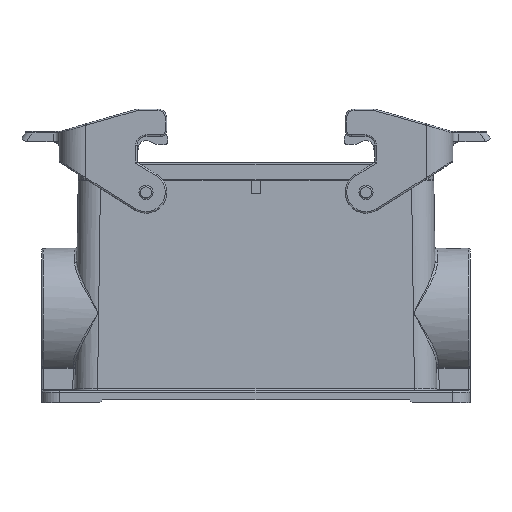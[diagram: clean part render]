
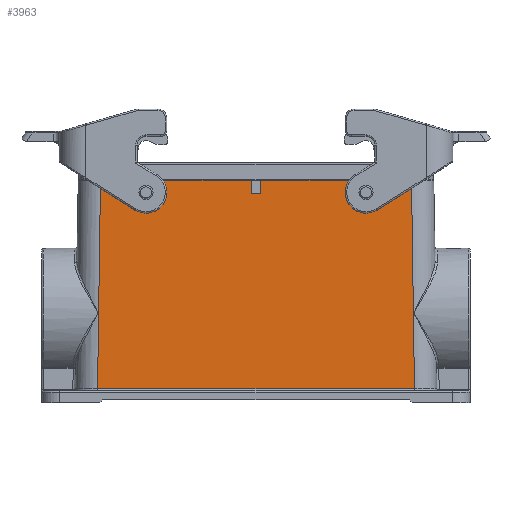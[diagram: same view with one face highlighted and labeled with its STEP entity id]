
A CAD part, front view. The second image highlights one B-rep face of the part: STEP entity #3963.
In plain terms, the highlighted planar face has unit normal (0, -1, 0.011).
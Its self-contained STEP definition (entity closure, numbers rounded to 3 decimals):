
#3151=FACE_BOUND('',#5527,.T.);
#3152=FACE_BOUND('',#5528,.T.);
#3153=FACE_BOUND('',#5529,.T.);
#3316=ELLIPSE('',#14617,3.363,3.363);
#3317=ELLIPSE('',#14618,1.463,1.463);
#3318=ELLIPSE('',#14619,3.363,3.363);
#3319=ELLIPSE('',#14620,1.463,1.463);
#3963=ADVANCED_FACE('',(#3151,#3152,#3153),#4650,.T.);
#4650=PLANE('',#14621);
#5527=EDGE_LOOP('',(#6501,#6502,#6503,#6504));
#5528=EDGE_LOOP('',(#6505,#6506,#6507,#6508));
#5529=EDGE_LOOP('',(#6509,#6510,#6511,#6512,#6513,#6514,#6515,#6516));
#6501=ORIENTED_EDGE('',*,*,#10856,.F.);
#6502=ORIENTED_EDGE('',*,*,#10857,.F.);
#6503=ORIENTED_EDGE('',*,*,#10858,.T.);
#6504=ORIENTED_EDGE('',*,*,#10859,.F.);
#6505=ORIENTED_EDGE('',*,*,#10860,.F.);
#6506=ORIENTED_EDGE('',*,*,#10861,.F.);
#6507=ORIENTED_EDGE('',*,*,#10862,.T.);
#6508=ORIENTED_EDGE('',*,*,#10863,.F.);
#6509=ORIENTED_EDGE('',*,*,#10864,.F.);
#6510=ORIENTED_EDGE('',*,*,#10865,.F.);
#6511=ORIENTED_EDGE('',*,*,#10866,.T.);
#6512=ORIENTED_EDGE('',*,*,#10867,.T.);
#6513=ORIENTED_EDGE('',*,*,#10868,.T.);
#6514=ORIENTED_EDGE('',*,*,#10869,.F.);
#6515=ORIENTED_EDGE('',*,*,#10870,.F.);
#6516=ORIENTED_EDGE('',*,*,#10871,.F.);
#9803=VERTEX_POINT('',#19209);
#9804=VERTEX_POINT('',#19210);
#9805=VERTEX_POINT('',#19212);
#9806=VERTEX_POINT('',#19214);
#9807=VERTEX_POINT('',#19217);
#9808=VERTEX_POINT('',#19218);
#9809=VERTEX_POINT('',#19220);
#9810=VERTEX_POINT('',#19222);
#9811=VERTEX_POINT('',#19225);
#9812=VERTEX_POINT('',#19226);
#9813=VERTEX_POINT('',#19228);
#9814=VERTEX_POINT('',#19230);
#9815=VERTEX_POINT('',#19232);
#9816=VERTEX_POINT('',#19234);
#9817=VERTEX_POINT('',#19236);
#9818=VERTEX_POINT('',#19238);
#10856=EDGE_CURVE('',#9803,#9804,#3316,.T.);
#10857=EDGE_CURVE('',#9805,#9803,#12498,.T.);
#10858=EDGE_CURVE('',#9805,#9806,#3317,.T.);
#10859=EDGE_CURVE('',#9804,#9806,#12499,.T.);
#10860=EDGE_CURVE('',#9807,#9808,#3318,.T.);
#10861=EDGE_CURVE('',#9809,#9807,#12500,.T.);
#10862=EDGE_CURVE('',#9809,#9810,#3319,.T.);
#10863=EDGE_CURVE('',#9808,#9810,#12501,.T.);
#10864=EDGE_CURVE('',#9811,#9812,#12502,.T.);
#10865=EDGE_CURVE('',#9813,#9811,#12503,.T.);
#10866=EDGE_CURVE('',#9813,#9814,#12504,.T.);
#10867=EDGE_CURVE('',#9814,#9815,#12505,.T.);
#10868=EDGE_CURVE('',#9815,#9816,#12506,.T.);
#10869=EDGE_CURVE('',#9817,#9816,#12507,.T.);
#10870=EDGE_CURVE('',#9818,#9817,#12508,.T.);
#10871=EDGE_CURVE('',#9812,#9818,#12509,.T.);
#12498=LINE('',#19211,#13323);
#12499=LINE('',#19215,#13324);
#12500=LINE('',#19219,#13325);
#12501=LINE('',#19223,#13326);
#12502=LINE('',#19224,#13327);
#12503=LINE('',#19227,#13328);
#12504=LINE('',#19229,#13329);
#12505=LINE('',#19231,#13330);
#12506=LINE('',#19233,#13331);
#12507=LINE('',#19235,#13332);
#12508=LINE('',#19237,#13333);
#12509=LINE('',#19239,#13334);
#13323=VECTOR('',#15858,1.);
#13324=VECTOR('',#15861,1.);
#13325=VECTOR('',#15864,1.);
#13326=VECTOR('',#15867,1.);
#13327=VECTOR('',#15868,1.);
#13328=VECTOR('',#15869,1.);
#13329=VECTOR('',#15870,1.);
#13330=VECTOR('',#15871,1.);
#13331=VECTOR('',#15872,1.);
#13332=VECTOR('',#15873,1.);
#13333=VECTOR('',#15874,1.);
#13334=VECTOR('',#15875,1.);
#14617=AXIS2_PLACEMENT_3D('',#19208,#15856,#15857);
#14618=AXIS2_PLACEMENT_3D('',#19213,#15859,#15860);
#14619=AXIS2_PLACEMENT_3D('',#19216,#15862,#15863);
#14620=AXIS2_PLACEMENT_3D('',#19221,#15865,#15866);
#14621=AXIS2_PLACEMENT_3D('',#19240,#15876,#15877);
#15856=DIRECTION('',(0.,-1.,0.011));
#15857=DIRECTION('',(0.,-0.011,-1.));
#15858=DIRECTION('',(-1.,0.,0.));
#15859=DIRECTION('',(0.,1.,-0.011));
#15860=DIRECTION('',(0.,-0.011,-1.));
#15861=DIRECTION('',(-1.,0.,0.));
#15862=DIRECTION('',(0.,-1.,0.011));
#15863=DIRECTION('',(0.,-0.011,-1.));
#15864=DIRECTION('',(-1.,0.,0.));
#15865=DIRECTION('',(0.,1.,-0.011));
#15866=DIRECTION('',(0.,-0.011,-1.));
#15867=DIRECTION('',(-1.,0.,0.));
#15868=DIRECTION('',(0.,-0.011,-1.));
#15869=DIRECTION('',(1.,0.,0.));
#15870=DIRECTION('',(-0.014,-0.011,-1.));
#15871=DIRECTION('',(1.,0.,0.));
#15872=DIRECTION('',(-0.014,0.011,1.));
#15873=DIRECTION('',(1.,0.,0.));
#15874=DIRECTION('',(0.,0.011,1.));
#15875=DIRECTION('',(1.,0.,0.));
#15876=DIRECTION('',(0.,-1.,0.011));
#15877=DIRECTION('',(1.,0.,0.));
#19208=CARTESIAN_POINT('',(-37.,-21.547,1.55));
#19209=CARTESIAN_POINT('',(-40.363,-21.547,1.55));
#19210=CARTESIAN_POINT('',(-33.638,-21.547,1.55));
#19211=CARTESIAN_POINT('',(0.,-21.547,1.55));
#19212=CARTESIAN_POINT('',(-38.463,-21.547,1.55));
#19213=CARTESIAN_POINT('',(-37.,-21.547,1.55));
#19214=CARTESIAN_POINT('',(-35.538,-21.547,1.55));
#19215=CARTESIAN_POINT('',(0.,-21.547,1.55));
#19216=CARTESIAN_POINT('',(37.,-21.547,1.55));
#19217=CARTESIAN_POINT('',(33.638,-21.547,1.55));
#19218=CARTESIAN_POINT('',(40.363,-21.547,1.55));
#19219=CARTESIAN_POINT('',(0.,-21.547,1.55));
#19220=CARTESIAN_POINT('',(35.538,-21.547,1.55));
#19221=CARTESIAN_POINT('',(37.,-21.547,1.55));
#19222=CARTESIAN_POINT('',(38.463,-21.547,1.55));
#19223=CARTESIAN_POINT('',(0.,-21.547,1.55));
#19224=CARTESIAN_POINT('',(-1.6,-21.5,5.714));
#19225=CARTESIAN_POINT('',(-1.6,-21.5,5.7));
#19226=CARTESIAN_POINT('',(-1.6,-21.553,1.015));
#19227=CARTESIAN_POINT('',(59.8,-21.5,5.7));
#19228=CARTESIAN_POINT('',(-52.3,-21.5,5.7));
#19229=CARTESIAN_POINT('',(-53.302,-22.301,-65.356));
#19230=CARTESIAN_POINT('',(-53.289,-22.291,-64.459));
#19231=CARTESIAN_POINT('',(0.,-22.291,-64.459));
#19232=CARTESIAN_POINT('',(53.289,-22.291,-64.459));
#19233=CARTESIAN_POINT('',(52.302,-21.501,5.594));
#19234=CARTESIAN_POINT('',(52.3,-21.5,5.7));
#19235=CARTESIAN_POINT('',(59.8,-21.5,5.7));
#19236=CARTESIAN_POINT('',(1.6,-21.5,5.7));
#19237=CARTESIAN_POINT('',(1.6,-21.553,1.015));
#19238=CARTESIAN_POINT('',(1.6,-21.553,1.015));
#19239=CARTESIAN_POINT('',(-1.6,-21.553,1.015));
#19240=CARTESIAN_POINT('',(0.,-22.3,-65.25));
